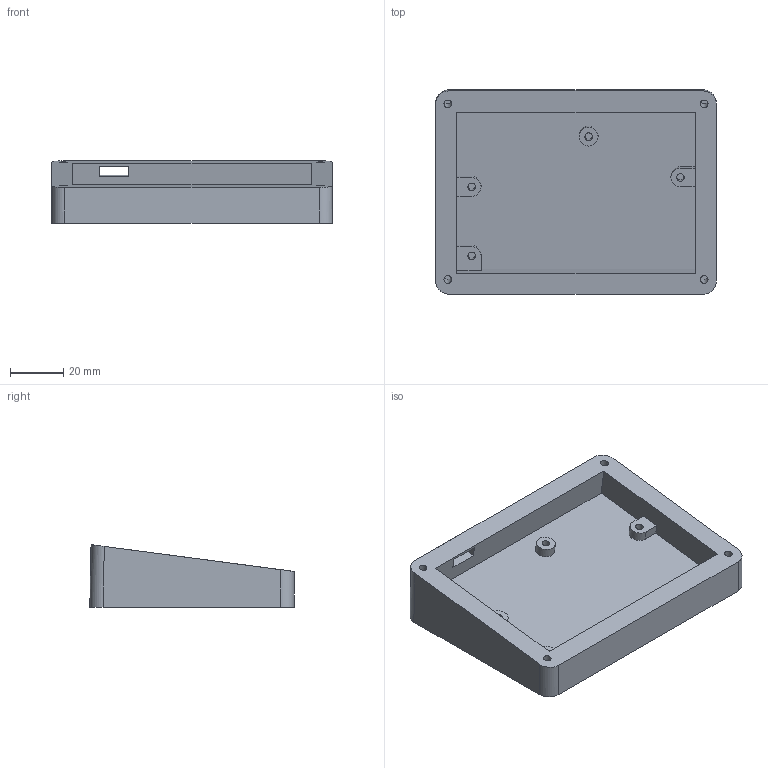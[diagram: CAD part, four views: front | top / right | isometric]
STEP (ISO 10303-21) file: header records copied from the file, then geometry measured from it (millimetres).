
FILE_DESCRIPTION(/* description */ ('STEP AP242 Edition 2','CAx-IF Rec.Pracs.---Representation and Presentation of Product Manufacturing Information (PMI)---4.0---2014-10-13','CAx-IF Rec.Pracs.---3D Tessellated Geometry---0.4---2014-09-14','2;1','CAx-IF Rec.Pracs.---User Defined Attributes---1.5---2016-08-15'),/* implementation_level */ '2;1');
FILE_NAME(/* name */ '696345816cda4f38336407be',/* time_stamp */ '2026-01-11T06:38:57Z',/* author */ (''),/* organization */ (''),/* preprocessor_version */ 'ST-DEVELOPER v20',/* originating_system */ 'ONSHAPE BY PTC INC, 1.209',/* authorisation */ ' ');
FILE_SCHEMA (('AP242_MANAGED_MODEL_BASED_3D_ENGINEERING_MIM_LF { 1 0 10303 442 3 1 4 }'));
Length unit declared in the file: metre
Products named in the file (1): Base
Bounding box: 105.73 x 76.95 x 23.57 mm (x, y, z)
Volume: 89822.9 mm3; surface area: 27022.1 mm2
Topology: 1 solids, 1 shells, 53 faces, 123 edges, 82 vertices
Faces by surface type: plane 37, cylinder 16
Full cylindrical faces by diameter (mm): 2.9 x8, 7.144 x1
Entity records: 1490 total; most frequent: DIRECTION 254, CARTESIAN_POINT 250, ORIENTED_EDGE 228, EDGE_CURVE 114, AXIS2_PLACEMENT_3D 86, VERTEX_POINT 82, LINE 82, VECTOR 82
